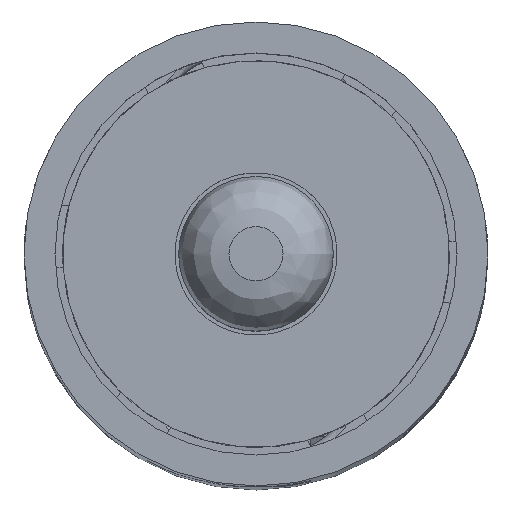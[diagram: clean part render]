
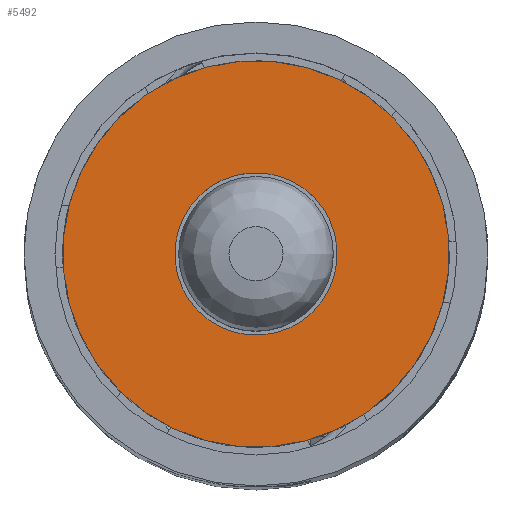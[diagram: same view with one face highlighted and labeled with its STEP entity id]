
A CAD part, top view. The second image highlights one B-rep face of the part: STEP entity #5492.
In plain terms, the highlighted face is planar.
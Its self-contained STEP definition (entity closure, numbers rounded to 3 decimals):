
#148=FACE_BOUND('',#1001,.T.);
#384=PLANE('',#6137);
#663=FACE_OUTER_BOUND('',#1000,.T.);
#1000=EDGE_LOOP('',(#4870));
#1001=EDGE_LOOP('',(#4871));
#2235=CIRCLE('',#6092,12.5);
#2256=CIRCLE('',#6136,5.25);
#2715=VERTEX_POINT('',#9825);
#2716=VERTEX_POINT('',#9871);
#3430=EDGE_CURVE('',#2715,#2715,#2235,.T.);
#3451=EDGE_CURVE('',#2716,#2716,#2256,.T.);
#4870=ORIENTED_EDGE('',*,*,#3430,.T.);
#4871=ORIENTED_EDGE('',*,*,#3451,.T.);
#5492=ADVANCED_FACE('',(#663,#148),#384,.F.);
#6092=AXIS2_PLACEMENT_3D('',#9827,#7401,#7402);
#6136=AXIS2_PLACEMENT_3D('',#9872,#7489,#7490);
#6137=AXIS2_PLACEMENT_3D('',#9874,#7492,#7493);
#7401=DIRECTION('center_axis',(0.,0.,-1.));
#7402=DIRECTION('ref_axis',(1.,0.,0.));
#7489=DIRECTION('center_axis',(0.,0.,1.));
#7490=DIRECTION('ref_axis',(-1.,0.,0.));
#7492=DIRECTION('center_axis',(0.,0.,1.));
#7493=DIRECTION('ref_axis',(1.,0.,0.));
#9825=CARTESIAN_POINT('',(-12.5,0.,-1.));
#9827=CARTESIAN_POINT('Origin',(0.,0.,-1.));
#9871=CARTESIAN_POINT('',(5.25,0.,-1.));
#9872=CARTESIAN_POINT('Origin',(0.,0.,-1.));
#9874=CARTESIAN_POINT('Origin',(0.,0.,-1.));
